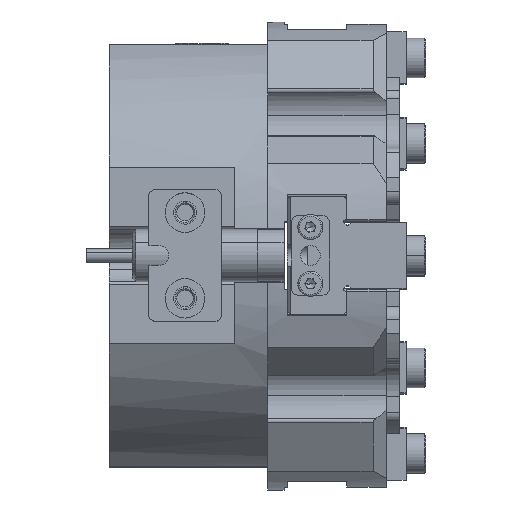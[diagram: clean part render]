
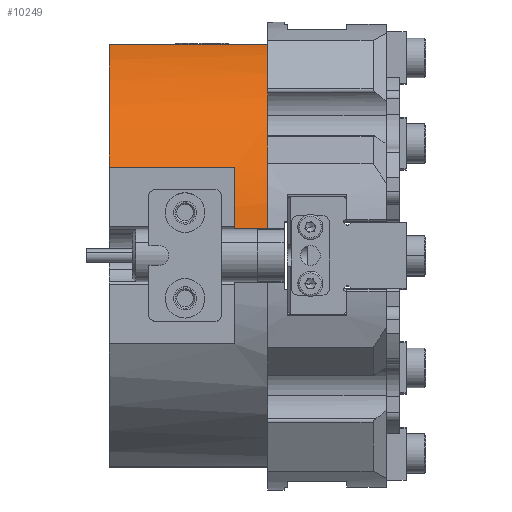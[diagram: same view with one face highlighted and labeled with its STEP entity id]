
A CAD part, top view. The second image highlights one B-rep face of the part: STEP entity #10249.
In plain terms, the highlighted cylindrical face has radius 34 mm (diameter 68 mm), a partial arc.
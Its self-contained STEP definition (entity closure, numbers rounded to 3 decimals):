
#424 = DIRECTION ( 'NONE',  ( 0., 1., 0. ) ) ;
#801 = DIRECTION ( 'NONE',  ( -1., 0., 0. ) ) ;
#1513 = VERTEX_POINT ( 'NONE', #20315 ) ;
#2057 = CIRCLE ( 'NONE', #36052, 34. ) ;
#2130 = CARTESIAN_POINT ( 'NONE',  ( 150.894, 56.106, 53.489 ) ) ;
#2261 = ORIENTED_EDGE ( 'NONE', *, *, #14411, .F. ) ;
#2401 = EDGE_CURVE ( 'NONE', #39920, #31717, #39018, .T. ) ;
#5089 = DIRECTION ( 'NONE',  ( -1., 0., 0. ) ) ;
#6611 = AXIS2_PLACEMENT_3D ( 'NONE', #20606, #5089, #14636 ) ;
#6644 = EDGE_CURVE ( 'NONE', #36521, #39525, #41875, .T. ) ;
#7764 = CARTESIAN_POINT ( 'NONE',  ( 108.894, 24.106, 42. ) ) ;
#8570 = VERTEX_POINT ( 'NONE', #35475 ) ;
#8661 = VERTEX_POINT ( 'NONE', #19700 ) ;
#9521 = DIRECTION ( 'NONE',  ( -1., 0., 0. ) ) ;
#9655 = AXIS2_PLACEMENT_3D ( 'NONE', #40120, #40540, #36922 ) ;
#10249 = ADVANCED_FACE ( 'NONE', ( #39449 ), #36866, .T. ) ;
#10632 = VECTOR ( 'NONE', #9521, 1000. ) ;
#10970 = CIRCLE ( 'NONE', #6611, 34. ) ;
#12969 = CARTESIAN_POINT ( 'NONE',  ( 150.894, 37.501, 73.25 ) ) ;
#12971 = ORIENTED_EDGE ( 'NONE', *, *, #20055, .T. ) ;
#13185 = ORIENTED_EDGE ( 'NONE', *, *, #32706, .T. ) ;
#13791 = ORIENTED_EDGE ( 'NONE', *, *, #21862, .T. ) ;
#14122 = AXIS2_PLACEMENT_3D ( 'NONE', #32700, #39353, #36293 ) ;
#14411 = EDGE_CURVE ( 'NONE', #1513, #8570, #41771, .T. ) ;
#14600 = CARTESIAN_POINT ( 'NONE',  ( 132.894, 56.106, 53.489 ) ) ;
#14636 = DIRECTION ( 'NONE',  ( 0., 1., 0. ) ) ;
#17318 = VECTOR ( 'NONE', #29153, 1000. ) ;
#19311 = CARTESIAN_POINT ( 'NONE',  ( 132.894, 54.515, 57.208 ) ) ;
#19700 = CARTESIAN_POINT ( 'NONE',  ( 108.894, 37.501, 73.25 ) ) ;
#20055 = EDGE_CURVE ( 'NONE', #8661, #23206, #33729, .T. ) ;
#20315 = CARTESIAN_POINT ( 'NONE',  ( 132.894, 28.206, 75.752 ) ) ;
#20606 = CARTESIAN_POINT ( 'NONE',  ( 132.894, 24.106, 42. ) ) ;
#20619 = CARTESIAN_POINT ( 'NONE',  ( 127.894, 24.106, 42. ) ) ;
#21026 = AXIS2_PLACEMENT_3D ( 'NONE', #20619, #801, #28391 ) ;
#21167 = CARTESIAN_POINT ( 'NONE',  ( 132.894, 39.313, 72.409 ) ) ;
#21862 = EDGE_CURVE ( 'NONE', #39920, #8661, #2057, .T. ) ;
#22091 = AXIS2_PLACEMENT_3D ( 'NONE', #36727, #26470, #424 ) ;
#23059 = EDGE_LOOP ( 'NONE', ( #25943, #31722, #13185, #23641, #13791, #12971, #28331, #2261 ) ) ;
#23206 = VERTEX_POINT ( 'NONE', #35445 ) ;
#23641 = ORIENTED_EDGE ( 'NONE', *, *, #2401, .F. ) ;
#24306 = DIRECTION ( 'NONE',  ( 1., 0., 0. ) ) ;
#25943 = ORIENTED_EDGE ( 'NONE', *, *, #29985, .T. ) ;
#26470 = DIRECTION ( 'NONE',  ( -1., 0., 0. ) ) ;
#27703 = CIRCLE ( 'NONE', #21026, 34. ) ;
#28286 = CIRCLE ( 'NONE', #22091, 34. ) ;
#28331 = ORIENTED_EDGE ( 'NONE', *, *, #42155, .F. ) ;
#28391 = DIRECTION ( 'NONE',  ( 0., 1., 0. ) ) ;
#29153 = DIRECTION ( 'NONE',  ( 1., 0., 0. ) ) ;
#29985 = EDGE_CURVE ( 'NONE', #1513, #36521, #28286, .T. ) ;
#31717 = VERTEX_POINT ( 'NONE', #14600 ) ;
#31722 = ORIENTED_EDGE ( 'NONE', *, *, #6644, .T. ) ;
#32700 = CARTESIAN_POINT ( 'NONE',  ( 132.894, 24.106, 42. ) ) ;
#32706 = EDGE_CURVE ( 'NONE', #39525, #31717, #10970, .T. ) ;
#33729 = LINE ( 'NONE', #12969, #41464 ) ;
#35445 = CARTESIAN_POINT ( 'NONE',  ( 127.894, 37.501, 73.25 ) ) ;
#35475 = CARTESIAN_POINT ( 'NONE',  ( 127.894, 28.206, 75.752 ) ) ;
#36052 = AXIS2_PLACEMENT_3D ( 'NONE', #7764, #24306, #40365 ) ;
#36293 = DIRECTION ( 'NONE',  ( 0., 1., 0. ) ) ;
#36521 = VERTEX_POINT ( 'NONE', #21167 ) ;
#36727 = CARTESIAN_POINT ( 'NONE',  ( 132.894, 24.106, 42. ) ) ;
#36866 = CYLINDRICAL_SURFACE ( 'NONE', #9655, 34. ) ;
#36922 = DIRECTION ( 'NONE',  ( 0., 0., -1. ) ) ;
#39018 = LINE ( 'NONE', #2130, #17318 ) ;
#39353 = DIRECTION ( 'NONE',  ( -1., 0., 0. ) ) ;
#39449 = FACE_OUTER_BOUND ( 'NONE', #23059, .T. ) ;
#39525 = VERTEX_POINT ( 'NONE', #19311 ) ;
#39920 = VERTEX_POINT ( 'NONE', #41676 ) ;
#40120 = CARTESIAN_POINT ( 'NONE',  ( 150.894, 24.106, 42. ) ) ;
#40365 = DIRECTION ( 'NONE',  ( 0., -1., 0. ) ) ;
#40540 = DIRECTION ( 'NONE',  ( -1., 0., 0. ) ) ;
#41464 = VECTOR ( 'NONE', #42805, 1000. ) ;
#41676 = CARTESIAN_POINT ( 'NONE',  ( 108.894, 56.106, 53.489 ) ) ;
#41771 = LINE ( 'NONE', #42553, #10632 ) ;
#41875 = CIRCLE ( 'NONE', #14122, 34. ) ;
#42155 = EDGE_CURVE ( 'NONE', #8570, #23206, #27703, .T. ) ;
#42553 = CARTESIAN_POINT ( 'NONE',  ( 150.894, 28.206, 75.752 ) ) ;
#42805 = DIRECTION ( 'NONE',  ( 1., 0., 0. ) ) ;
